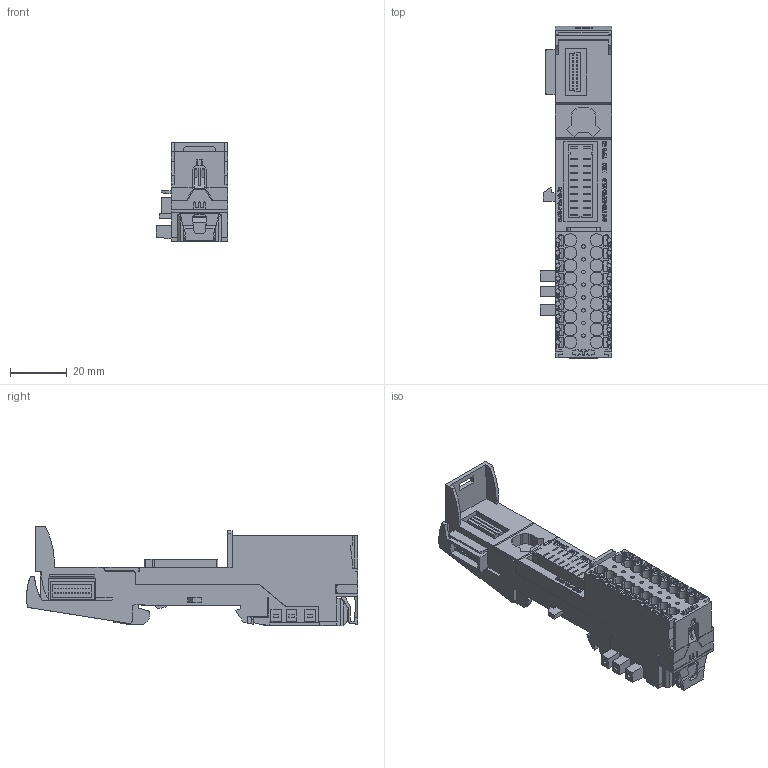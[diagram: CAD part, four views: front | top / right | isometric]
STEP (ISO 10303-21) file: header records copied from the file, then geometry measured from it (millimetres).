
FILE_DESCRIPTION(/* description */ (''),/* implementation_level */ '2;1');
FILE_NAME(/* name */ '6AG1193-6BP00-7BU0_3d.stp',/* time_stamp */ '2025-01-22T15:57:02+08:00',/* author */ (''),/* organization */ (''),/* preprocessor_version */ 'ST-DEVELOPER v18.102',/* originating_system */ 'SIEMENS PLM Software NX 2023',/* authorisation */ '');
FILE_SCHEMA (('AUTOMOTIVE_DESIGN { 1 0 10303 214 3 1 1 1 }'));
Products named in the file (3): A5E54318216A_RS-AA_001_1-labeling; A5E43851245A_RS-AA_003_1-box; A5E54317830A_RS-AA_001_1-CAx_6AG11936BP007BU0
Assembly tree (2 placements, depth 2):
  A5E54317830A_RS-AA_001_1-CAx_6AG11936BP007BU0
    A5E43851245A_RS-AA_003_1-box
    A5E54318216A_RS-AA_001_1-labeling
Bounding box: 25.31 x 117.14 x 35 mm (x, y, z)
Volume: 43619.6 mm3; surface area: 25336.8 mm2
Topology: 88 solids, 89 shells, 2844 faces, 7450 edges, 4960 vertices
Faces by surface type: plane 2189, extrusion 393, cylinder 262
Full cylindrical faces by diameter (mm): 1.3 x8
Entity records: 118233 total; most frequent: CARTESIAN_POINT 29846, ORIENTED_EDGE 14884, DIRECTION 11766, EDGE_CURVE 7442, VECTOR 5820, LINE 5427, VERTEX_POINT 4960, EDGE_LOOP 3110
